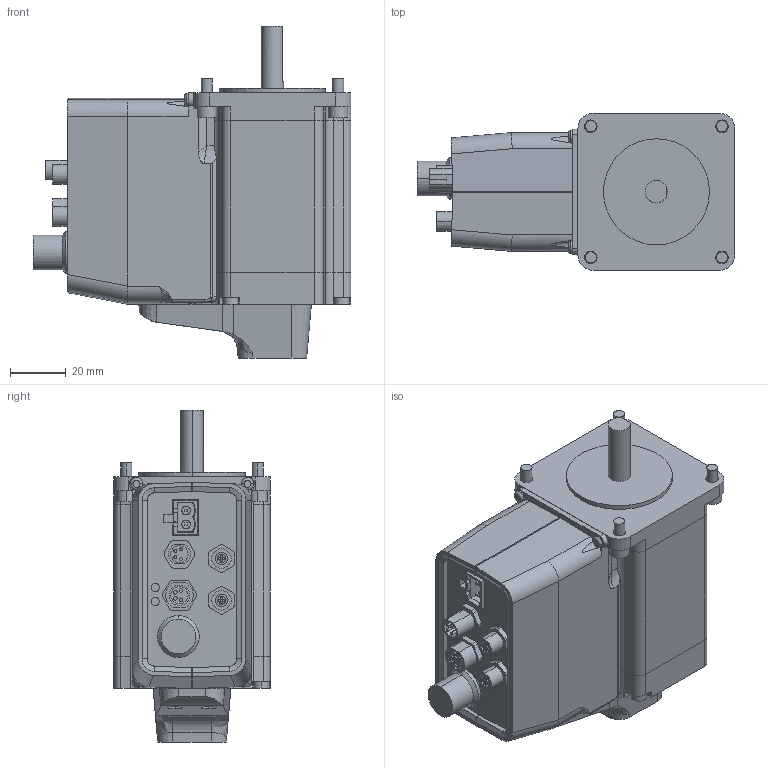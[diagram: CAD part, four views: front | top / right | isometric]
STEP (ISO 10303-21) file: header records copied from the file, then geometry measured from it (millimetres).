
FILE_DESCRIPTION (( 'STEP AP203' ), '1' );
FILE_NAME ('X-NMS23-E08P1.step', '2023-06-27T22:50:26', ( '' ), ( '' ), 'SwSTEP 2.0', 'SolidWorks 2019', '' );
FILE_SCHEMA (( 'CONFIG_CONTROL_DESIGN' ));
Length unit declared in the file: millimetre
Products named in the file (2): NMS23_motor^NMS23_X-NMS23-E08P1; X-NMS23-E08P1
Assembly tree (1 placements, depth 2):
  X-NMS23-E08P1
    NMS23_motor^NMS23_X-NMS23-E08P1
Bounding box: 114.2 x 56.4 x 119.3 mm (x, y, z)
Volume: 373309.8 mm3; surface area: 64648.6 mm2
Topology: 17 solids, 17 shells, 574 faces, 1418 edges, 930 vertices
Faces by surface type: plane 309, cylinder 223, bspline 20, cone 14, torus 8
Entity records: 18381 total; most frequent: CARTESIAN_POINT 4437, DIRECTION 2886, ORIENTED_EDGE 2828, EDGE_CURVE 1414, AXIS2_PLACEMENT_3D 1008, VERTEX_POINT 930, VECTOR 870, LINE 870
